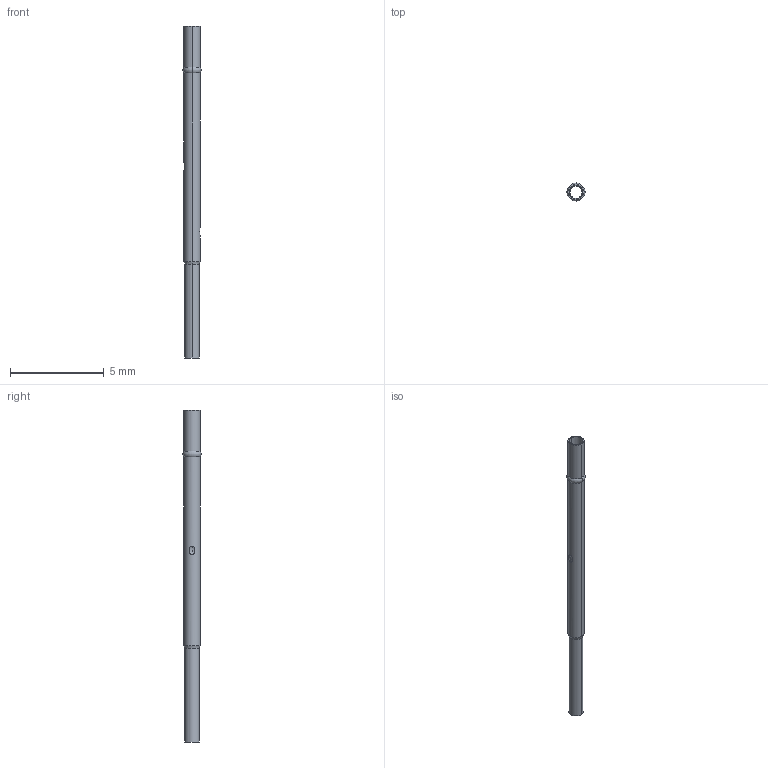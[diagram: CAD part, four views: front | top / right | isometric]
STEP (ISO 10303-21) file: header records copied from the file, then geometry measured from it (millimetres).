
FILE_DESCRIPTION((''),'2;1');
FILE_NAME('S13-503','2016-04-26T',('sbennett'),(''),'CREO PARAMETRIC BY PTC INC, 2015290','CREO PARAMETRIC BY PTC INC, 2015290','');
FILE_SCHEMA(('CONFIG_CONTROL_DESIGN'));
Length unit declared in the file: millimetre
Products named in the file (1): S13-503
Bounding box: 0.97 x 0.97 x 17.75 mm (x, y, z)
Volume: 2.9 mm3; surface area: 86 mm2
Topology: 1 solids, 1 shells, 22 faces, 48 edges, 26 vertices
Faces by surface type: cylinder 10, cone 4, sphere 4, plane 2, torus 2
Entity records: 822 total; most frequent: CARTESIAN_POINT 150, DIRECTION 110, ORIENTED_EDGE 88, AXIS2_PLACEMENT_3D 48, PRESENTATION_STYLE_ASSIGNMENT 45, STYLED_ITEM 45, CURVE_STYLE 44, EDGE_CURVE 44
